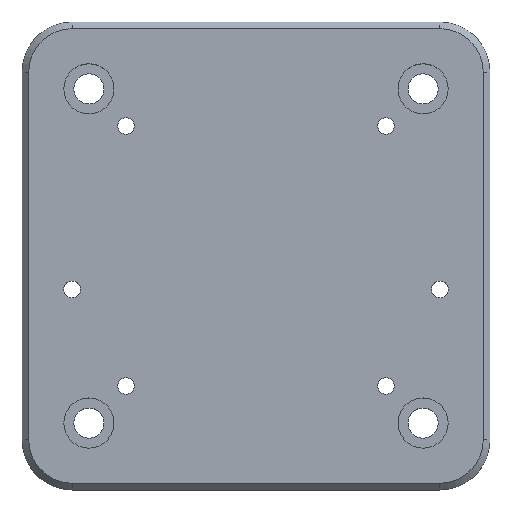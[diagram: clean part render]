
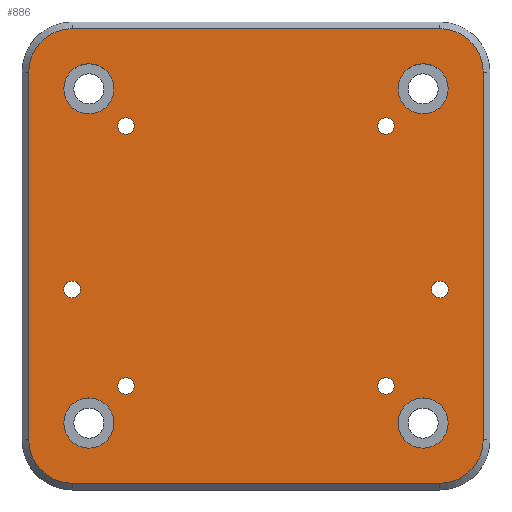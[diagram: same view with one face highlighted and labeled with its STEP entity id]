
A CAD part, top view. The second image highlights one B-rep face of the part: STEP entity #886.
In plain terms, the highlighted planar face has unit normal (0, 0, 1).
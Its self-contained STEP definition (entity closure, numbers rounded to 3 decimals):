
#40=LINE('',#1263,#68);
#41=LINE('',#1268,#69);
#42=LINE('',#1272,#70);
#43=LINE('',#1276,#71);
#68=VECTOR('',#1059,1000.);
#69=VECTOR('',#1062,1000.);
#70=VECTOR('',#1065,1000.);
#71=VECTOR('',#1068,1000.);
#84=PLANE('',#939);
#118=ORIENTED_EDGE('',*,*,#262,.T.);
#119=ORIENTED_EDGE('',*,*,#263,.T.);
#120=ORIENTED_EDGE('',*,*,#264,.T.);
#121=ORIENTED_EDGE('',*,*,#265,.T.);
#122=ORIENTED_EDGE('',*,*,#266,.T.);
#123=ORIENTED_EDGE('',*,*,#267,.T.);
#124=ORIENTED_EDGE('',*,*,#268,.T.);
#125=ORIENTED_EDGE('',*,*,#269,.T.);
#126=ORIENTED_EDGE('',*,*,#270,.F.);
#127=ORIENTED_EDGE('',*,*,#271,.F.);
#128=ORIENTED_EDGE('',*,*,#272,.T.);
#129=ORIENTED_EDGE('',*,*,#273,.T.);
#130=ORIENTED_EDGE('',*,*,#274,.T.);
#131=ORIENTED_EDGE('',*,*,#275,.T.);
#132=ORIENTED_EDGE('',*,*,#276,.F.);
#133=ORIENTED_EDGE('',*,*,#277,.F.);
#134=ORIENTED_EDGE('',*,*,#278,.F.);
#135=ORIENTED_EDGE('',*,*,#279,.F.);
#262=EDGE_CURVE('',#334,#335,#40,.T.);
#263=EDGE_CURVE('',#335,#336,#374,.F.);
#264=EDGE_CURVE('',#336,#337,#41,.T.);
#265=EDGE_CURVE('',#337,#338,#375,.F.);
#266=EDGE_CURVE('',#338,#339,#42,.T.);
#267=EDGE_CURVE('',#339,#340,#376,.F.);
#268=EDGE_CURVE('',#340,#341,#43,.T.);
#269=EDGE_CURVE('',#341,#334,#377,.F.);
#270=EDGE_CURVE('',#342,#342,#378,.T.);
#271=EDGE_CURVE('',#343,#343,#379,.T.);
#272=EDGE_CURVE('',#344,#344,#380,.T.);
#273=EDGE_CURVE('',#345,#345,#381,.T.);
#274=EDGE_CURVE('',#346,#346,#382,.T.);
#275=EDGE_CURVE('',#347,#347,#383,.T.);
#276=EDGE_CURVE('',#348,#348,#384,.T.);
#277=EDGE_CURVE('',#349,#349,#385,.T.);
#278=EDGE_CURVE('',#350,#350,#386,.T.);
#279=EDGE_CURVE('',#351,#351,#387,.T.);
#334=VERTEX_POINT('',#1264);
#335=VERTEX_POINT('',#1265);
#336=VERTEX_POINT('',#1267);
#337=VERTEX_POINT('',#1269);
#338=VERTEX_POINT('',#1271);
#339=VERTEX_POINT('',#1273);
#340=VERTEX_POINT('',#1275);
#341=VERTEX_POINT('',#1277);
#342=VERTEX_POINT('',#1280);
#343=VERTEX_POINT('',#1282);
#344=VERTEX_POINT('',#1284);
#345=VERTEX_POINT('',#1286);
#346=VERTEX_POINT('',#1288);
#347=VERTEX_POINT('',#1290);
#348=VERTEX_POINT('',#1292);
#349=VERTEX_POINT('',#1294);
#350=VERTEX_POINT('',#1296);
#351=VERTEX_POINT('',#1298);
#374=CIRCLE('',#940,13.);
#375=CIRCLE('',#941,13.);
#376=CIRCLE('',#942,13.);
#377=CIRCLE('',#943,13.);
#378=CIRCLE('',#944,2.5);
#379=CIRCLE('',#945,2.5);
#380=CIRCLE('',#946,7.5);
#381=CIRCLE('',#947,7.5);
#382=CIRCLE('',#948,7.5);
#383=CIRCLE('',#949,7.5);
#384=CIRCLE('',#950,2.459);
#385=CIRCLE('',#951,2.459);
#386=CIRCLE('',#952,2.459);
#387=CIRCLE('',#953,2.459);
#422=EDGE_LOOP('',(#118,#119,#120,#121,#122,#123,#124,#125));
#423=EDGE_LOOP('',(#126));
#424=EDGE_LOOP('',(#127));
#425=EDGE_LOOP('',(#128));
#426=EDGE_LOOP('',(#129));
#427=EDGE_LOOP('',(#130));
#428=EDGE_LOOP('',(#131));
#429=EDGE_LOOP('',(#132));
#430=EDGE_LOOP('',(#133));
#431=EDGE_LOOP('',(#134));
#432=EDGE_LOOP('',(#135));
#504=FACE_BOUND('',#422,.T.);
#505=FACE_BOUND('',#423,.T.);
#506=FACE_BOUND('',#424,.T.);
#507=FACE_BOUND('',#425,.T.);
#508=FACE_BOUND('',#426,.T.);
#509=FACE_BOUND('',#427,.T.);
#510=FACE_BOUND('',#428,.T.);
#511=FACE_BOUND('',#429,.T.);
#512=FACE_BOUND('',#430,.T.);
#513=FACE_BOUND('',#431,.T.);
#514=FACE_BOUND('',#432,.T.);
#886=ADVANCED_FACE('',(#504,#505,#506,#507,#508,#509,#510,#511,#512,#513,
#514),#84,.F.);
#939=AXIS2_PLACEMENT_3D('',#1262,#1057,#1058);
#940=AXIS2_PLACEMENT_3D('',#1266,#1060,#1061);
#941=AXIS2_PLACEMENT_3D('',#1270,#1063,#1064);
#942=AXIS2_PLACEMENT_3D('',#1274,#1066,#1067);
#943=AXIS2_PLACEMENT_3D('',#1278,#1069,#1070);
#944=AXIS2_PLACEMENT_3D('',#1279,#1071,#1072);
#945=AXIS2_PLACEMENT_3D('',#1281,#1073,#1074);
#946=AXIS2_PLACEMENT_3D('',#1283,#1075,#1076);
#947=AXIS2_PLACEMENT_3D('',#1285,#1077,#1078);
#948=AXIS2_PLACEMENT_3D('',#1287,#1079,#1080);
#949=AXIS2_PLACEMENT_3D('',#1289,#1081,#1082);
#950=AXIS2_PLACEMENT_3D('',#1291,#1083,#1084);
#951=AXIS2_PLACEMENT_3D('',#1293,#1085,#1086);
#952=AXIS2_PLACEMENT_3D('',#1295,#1087,#1088);
#953=AXIS2_PLACEMENT_3D('',#1297,#1089,#1090);
#1057=DIRECTION('',(0.,0.,-1.));
#1058=DIRECTION('',(-1.,0.,0.));
#1059=DIRECTION('',(0.,-1.,0.));
#1060=DIRECTION('',(0.,0.,-1.));
#1061=DIRECTION('',(-1.,0.,0.));
#1062=DIRECTION('',(1.,0.,0.));
#1063=DIRECTION('',(0.,0.,-1.));
#1064=DIRECTION('',(-1.,0.,0.));
#1065=DIRECTION('',(0.,1.,0.));
#1066=DIRECTION('',(0.,0.,-1.));
#1067=DIRECTION('',(-1.,0.,0.));
#1068=DIRECTION('',(-1.,0.,0.));
#1069=DIRECTION('',(0.,0.,-1.));
#1070=DIRECTION('',(-1.,0.,0.));
#1071=DIRECTION('',(0.,0.,1.));
#1072=DIRECTION('',(1.,0.,0.));
#1073=DIRECTION('',(0.,0.,1.));
#1074=DIRECTION('',(1.,0.,0.));
#1075=DIRECTION('',(0.,0.,-1.));
#1076=DIRECTION('',(0.,-1.,0.));
#1077=DIRECTION('',(0.,0.,-1.));
#1078=DIRECTION('',(0.,-1.,0.));
#1079=DIRECTION('',(0.,0.,-1.));
#1080=DIRECTION('',(0.,-1.,0.));
#1081=DIRECTION('',(0.,0.,-1.));
#1082=DIRECTION('',(0.,-1.,0.));
#1083=DIRECTION('',(0.,0.,1.));
#1084=DIRECTION('',(1.,0.,0.));
#1085=DIRECTION('',(0.,0.,1.));
#1086=DIRECTION('',(1.,0.,0.));
#1087=DIRECTION('',(0.,0.,1.));
#1088=DIRECTION('',(1.,0.,0.));
#1089=DIRECTION('',(0.,0.,1.));
#1090=DIRECTION('',(1.,0.,0.));
#1262=CARTESIAN_POINT('',(0.,0.,15.));
#1263=CARTESIAN_POINT('',(-68.,-55.,15.));
#1264=CARTESIAN_POINT('',(-68.,55.,15.));
#1265=CARTESIAN_POINT('',(-68.,-55.,15.));
#1266=CARTESIAN_POINT('',(-55.,-55.,15.));
#1267=CARTESIAN_POINT('',(-55.,-68.,15.));
#1268=CARTESIAN_POINT('',(55.,-68.,15.));
#1269=CARTESIAN_POINT('',(55.,-68.,15.));
#1270=CARTESIAN_POINT('',(55.,-55.,15.));
#1271=CARTESIAN_POINT('',(68.,-55.,15.));
#1272=CARTESIAN_POINT('',(68.,55.,15.));
#1273=CARTESIAN_POINT('',(68.,55.,15.));
#1274=CARTESIAN_POINT('',(55.,55.,15.));
#1275=CARTESIAN_POINT('',(55.,68.,15.));
#1276=CARTESIAN_POINT('',(-55.,68.,15.));
#1277=CARTESIAN_POINT('',(-55.,68.,15.));
#1278=CARTESIAN_POINT('',(-55.,55.,15.));
#1279=CARTESIAN_POINT('',(-55.,-10.,15.));
#1280=CARTESIAN_POINT('',(-52.5,-10.,15.));
#1281=CARTESIAN_POINT('',(55.,-10.,15.));
#1282=CARTESIAN_POINT('',(57.5,-10.,15.));
#1283=CARTESIAN_POINT('',(50.,-50.,15.));
#1284=CARTESIAN_POINT('',(50.,-57.5,15.));
#1285=CARTESIAN_POINT('',(-50.,-50.,15.));
#1286=CARTESIAN_POINT('',(-50.,-57.5,15.));
#1287=CARTESIAN_POINT('',(-50.,50.,15.));
#1288=CARTESIAN_POINT('',(-50.,42.5,15.));
#1289=CARTESIAN_POINT('',(50.,50.,15.));
#1290=CARTESIAN_POINT('',(50.,42.5,15.));
#1291=CARTESIAN_POINT('',(-38.891,38.891,15.));
#1292=CARTESIAN_POINT('',(-36.432,38.891,15.));
#1293=CARTESIAN_POINT('',(-38.891,-38.891,15.));
#1294=CARTESIAN_POINT('',(-36.432,-38.891,15.));
#1295=CARTESIAN_POINT('',(38.891,-38.891,15.));
#1296=CARTESIAN_POINT('',(41.349,-38.891,15.));
#1297=CARTESIAN_POINT('',(38.891,38.891,15.));
#1298=CARTESIAN_POINT('',(41.349,38.891,15.));
